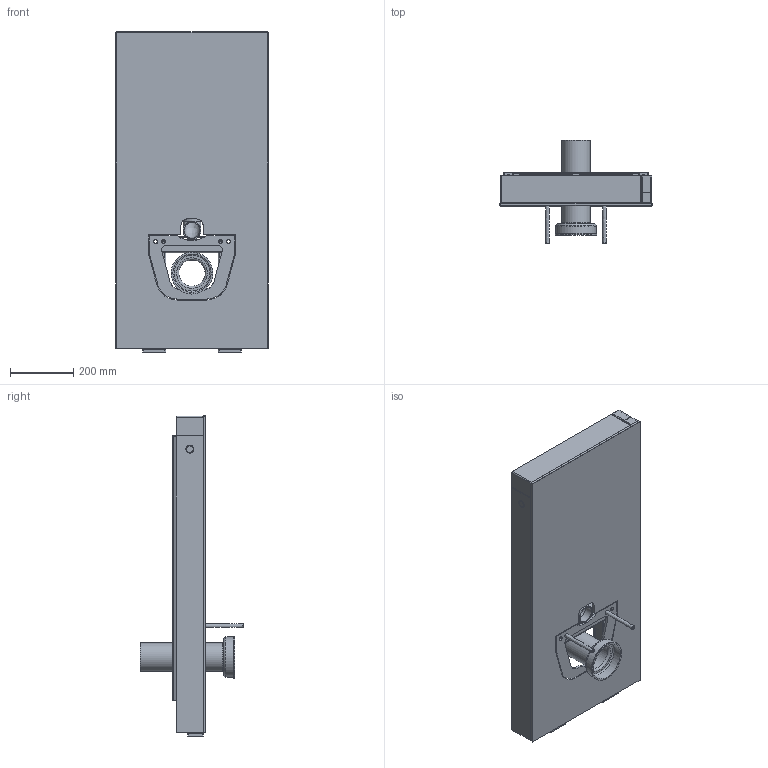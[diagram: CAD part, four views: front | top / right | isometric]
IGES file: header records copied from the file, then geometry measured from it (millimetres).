
Global section: file name: 131222; native system: Autodesk Inventor 2018; preprocessor: unknown; author: JANAN; date: 20210225.065522; units: millimetre
Bounding box: 482 x 328 x 1013.5 mm (x, y, z)
Volume: 8930425.7 mm3; surface area: 4013017.1 mm2
Topology: 22 solids, 22 shells, 1095 faces, 2895 edges, 1843 vertices
Faces by surface type: bspline 1095
